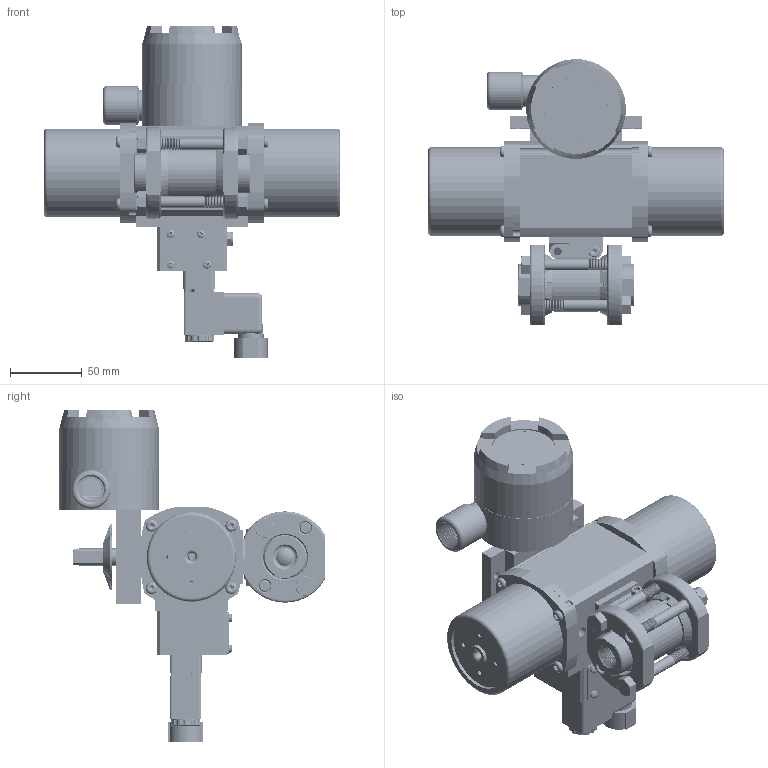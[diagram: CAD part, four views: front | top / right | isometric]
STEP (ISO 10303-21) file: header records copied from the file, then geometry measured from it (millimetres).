
FILE_DESCRIPTION (( 'STEP AP203' ), '1' );
FILE_NAME ('27XXSEFA512SR3GPDCLS.step', '2018-06-12T18:17:30', ( '' ), ( '' ), 'SwSTEP 2.0', 'SolidWorks 2017', '' );
FILE_SCHEMA (( 'CONFIG_CONTROL_DESIGN' ));
Products named in the file (1): 27XXSEFA512SR3GPDCLS
Bounding box: 206.12 x 184.85 x 231.14 mm (x, y, z)
Volume: 877554.9 mm3; surface area: 366155.6 mm2
Topology: 66 solids, 66 shells, 6446 faces, 17254 edges, 11014 vertices
Faces by surface type: cylinder 3134, cone 2035, plane 903, torus 214, bspline 146, sphere 14
Entity records: 261651 total; most frequent: CARTESIAN_POINT 104919, ORIENTED_EDGE 34196, DIRECTION 33112, EDGE_CURVE 17098, AXIS2_PLACEMENT_3D 13426, VERTEX_POINT 11010, CIRCLE 7125, EDGE_LOOP 6936
